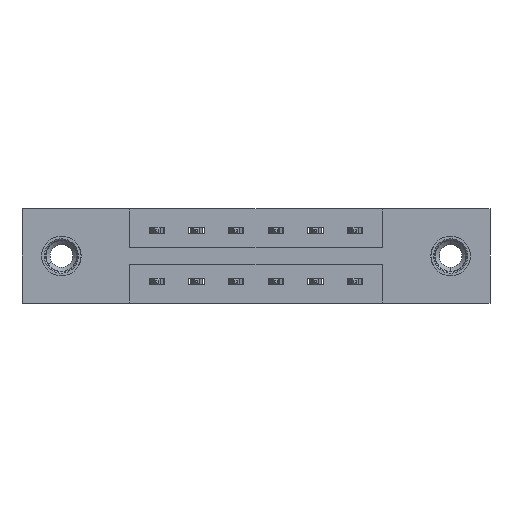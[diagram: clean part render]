
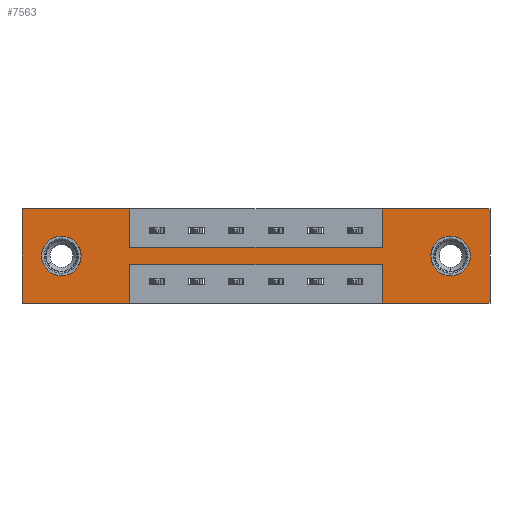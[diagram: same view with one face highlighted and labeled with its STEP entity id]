
A CAD part, front view. The second image highlights one B-rep face of the part: STEP entity #7563.
In plain terms, the highlighted planar face has unit normal (0, -1, 0).
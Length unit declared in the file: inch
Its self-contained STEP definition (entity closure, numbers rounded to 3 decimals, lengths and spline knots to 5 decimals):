
#106 = DIRECTION ( 'NONE',  ( 0., 0., -1. ) ) ;
#114 = VECTOR ( 'NONE', #8682, 39.37008 ) ;
#118 = VECTOR ( 'NONE', #7045, 39.37008 ) ;
#143 = LINE ( 'NONE', #5165, #6493 ) ;
#307 = ORIENTED_EDGE ( 'NONE', *, *, #6121, .T. ) ;
#383 = DIRECTION ( 'NONE',  ( 0., 0., 1. ) ) ;
#435 = ORIENTED_EDGE ( 'NONE', *, *, #9038, .F. ) ;
#478 = DIRECTION ( 'NONE',  ( 0., 0., 1. ) ) ;
#605 = VERTEX_POINT ( 'NONE', #994 ) ;
#681 = VECTOR ( 'NONE', #7784, 39.37008 ) ;
#682 = CARTESIAN_POINT ( 'NONE',  ( 0.425, 0., -0.15 ) ) ;
#756 = EDGE_LOOP ( 'NONE', ( #6785, #3253 ) ) ;
#770 = CARTESIAN_POINT ( 'NONE',  ( 1.417, 0., -0.15 ) ) ;
#776 = DIRECTION ( 'NONE',  ( 0., 0., 1. ) ) ;
#777 = VECTOR ( 'NONE', #776, 39.37008 ) ;
#915 = FACE_OUTER_BOUND ( 'NONE', #1546, .T. ) ;
#946 = DIRECTION ( 'NONE',  ( -1., 0., 0. ) ) ;
#993 = VERTEX_POINT ( 'NONE', #3710 ) ;
#994 = CARTESIAN_POINT ( 'NONE',  ( 0.425, 0., -0.37 ) ) ;
#1239 = CARTESIAN_POINT ( 'NONE',  ( 0.425, 0., -0.15 ) ) ;
#1240 = CARTESIAN_POINT ( 'NONE',  ( 1.842, 0., 0. ) ) ;
#1260 = CARTESIAN_POINT ( 'NONE',  ( 0., 0., -0.37 ) ) ;
#1338 = VECTOR ( 'NONE', #3286, 39.37008 ) ;
#1366 = ORIENTED_EDGE ( 'NONE', *, *, #3770, .F. ) ;
#1396 = VERTEX_POINT ( 'NONE', #770 ) ;
#1433 = VERTEX_POINT ( 'NONE', #5556 ) ;
#1474 = CARTESIAN_POINT ( 'NONE',  ( 0., 0., -0.37 ) ) ;
#1546 = EDGE_LOOP ( 'NONE', ( #3887, #435, #5364, #3400, #2467, #1366, #3378, #1812, #5445, #3550, #7636, #5522 ) ) ;
#1565 = DIRECTION ( 'NONE',  ( 0., 1., 0. ) ) ;
#1812 = ORIENTED_EDGE ( 'NONE', *, *, #6355, .F. ) ;
#1845 = VECTOR ( 'NONE', #3530, 39.37008 ) ;
#1976 = CIRCLE ( 'NONE', #8939, 0.078 ) ;
#2076 = CARTESIAN_POINT ( 'NONE',  ( 0.155, 0., -0.185 ) ) ;
#2122 = VERTEX_POINT ( 'NONE', #1240 ) ;
#2149 = VECTOR ( 'NONE', #2323, 39.37008 ) ;
#2323 = DIRECTION ( 'NONE',  ( 0., 0., -1. ) ) ;
#2467 = ORIENTED_EDGE ( 'NONE', *, *, #7209, .F. ) ;
#2745 = DIRECTION ( 'NONE',  ( 0., 0., -1. ) ) ;
#2810 = LINE ( 'NONE', #2953, #7398 ) ;
#2953 = CARTESIAN_POINT ( 'NONE',  ( 0., 0., 0. ) ) ;
#2979 = DIRECTION ( 'NONE',  ( 0., 0., 1. ) ) ;
#3023 = VERTEX_POINT ( 'NONE', #1474 ) ;
#3253 = ORIENTED_EDGE ( 'NONE', *, *, #8877, .T. ) ;
#3286 = DIRECTION ( 'NONE',  ( 1., 0., 0. ) ) ;
#3378 = ORIENTED_EDGE ( 'NONE', *, *, #7461, .F. ) ;
#3400 = ORIENTED_EDGE ( 'NONE', *, *, #7131, .F. ) ;
#3466 = FACE_BOUND ( 'NONE', #756, .T. ) ;
#3530 = DIRECTION ( 'NONE',  ( -1., 0., 0. ) ) ;
#3550 = ORIENTED_EDGE ( 'NONE', *, *, #8098, .F. ) ;
#3618 = EDGE_LOOP ( 'NONE', ( #3999, #307 ) ) ;
#3623 = LINE ( 'NONE', #682, #1338 ) ;
#3675 = VERTEX_POINT ( 'NONE', #7153 ) ;
#3710 = CARTESIAN_POINT ( 'NONE',  ( 0., 0., 0. ) ) ;
#3764 = VERTEX_POINT ( 'NONE', #5434 ) ;
#3770 = EDGE_CURVE ( 'NONE', #4486, #2122, #2810, .T. ) ;
#3887 = ORIENTED_EDGE ( 'NONE', *, *, #5924, .F. ) ;
#3999 = ORIENTED_EDGE ( 'NONE', *, *, #9211, .T. ) ;
#4004 = CARTESIAN_POINT ( 'NONE',  ( 0., 0., -0.37 ) ) ;
#4096 = LINE ( 'NONE', #6703, #1845 ) ;
#4156 = CARTESIAN_POINT ( 'NONE',  ( 1.687, 0., -0.185 ) ) ;
#4486 = VERTEX_POINT ( 'NONE', #9259 ) ;
#4580 = DIRECTION ( 'NONE',  ( 1., 0., 0. ) ) ;
#4614 = VERTEX_POINT ( 'NONE', #1239 ) ;
#4618 = LINE ( 'NONE', #4800, #2149 ) ;
#4753 = CARTESIAN_POINT ( 'NONE',  ( 1.842, 0., -0.37 ) ) ;
#4800 = CARTESIAN_POINT ( 'NONE',  ( 0.425, 0., 0. ) ) ;
#4845 = LINE ( 'NONE', #6962, #681 ) ;
#4948 = DIRECTION ( 'NONE',  ( 0., 0., -1. ) ) ;
#5052 = AXIS2_PLACEMENT_3D ( 'NONE', #4004, #10358, #5587 ) ;
#5121 = EDGE_CURVE ( 'NONE', #605, #3023, #6733, .T. ) ;
#5165 = CARTESIAN_POINT ( 'NONE',  ( 1.842, 0., 0. ) ) ;
#5220 = VERTEX_POINT ( 'NONE', #7994 ) ;
#5240 = VERTEX_POINT ( 'NONE', #4753 ) ;
#5325 = LINE ( 'NONE', #8318, #9108 ) ;
#5338 = AXIS2_PLACEMENT_3D ( 'NONE', #6525, #1565, #7350 ) ;
#5353 = DIRECTION ( 'NONE',  ( 0., 1., 0. ) ) ;
#5364 = ORIENTED_EDGE ( 'NONE', *, *, #8537, .F. ) ;
#5425 = CIRCLE ( 'NONE', #7291, 0.078 ) ;
#5434 = CARTESIAN_POINT ( 'NONE',  ( 0.425, 0., 0. ) ) ;
#5445 = ORIENTED_EDGE ( 'NONE', *, *, #5789, .F. ) ;
#5522 = ORIENTED_EDGE ( 'NONE', *, *, #5121, .F. ) ;
#5556 = CARTESIAN_POINT ( 'NONE',  ( 0.155, 0., -0.107 ) ) ;
#5587 = DIRECTION ( 'NONE',  ( 0., 0., -1. ) ) ;
#5789 = EDGE_CURVE ( 'NONE', #3764, #4614, #4618, .T. ) ;
#5924 = EDGE_CURVE ( 'NONE', #7849, #605, #10210, .T. ) ;
#6096 = VECTOR ( 'NONE', #478, 39.37008 ) ;
#6121 = EDGE_CURVE ( 'NONE', #7150, #1433, #6134, .T. ) ;
#6134 = CIRCLE ( 'NONE', #10325, 0.078 ) ;
#6355 = EDGE_CURVE ( 'NONE', #4614, #1396, #3623, .T. ) ;
#6418 = VERTEX_POINT ( 'NONE', #8154 ) ;
#6493 = VECTOR ( 'NONE', #2745, 39.37008 ) ;
#6525 = CARTESIAN_POINT ( 'NONE',  ( 1.687, 0., -0.185 ) ) ;
#6703 = CARTESIAN_POINT ( 'NONE',  ( 0.425, 0., -0.22 ) ) ;
#6730 = CARTESIAN_POINT ( 'NONE',  ( 0.155, 0., -0.263 ) ) ;
#6733 = LINE ( 'NONE', #1260, #118 ) ;
#6744 = CARTESIAN_POINT ( 'NONE',  ( 1.687, 0., -0.107 ) ) ;
#6785 = ORIENTED_EDGE ( 'NONE', *, *, #9984, .T. ) ;
#6962 = CARTESIAN_POINT ( 'NONE',  ( 1.417, 0., -0.37 ) ) ;
#7045 = DIRECTION ( 'NONE',  ( -1., 0., 0. ) ) ;
#7131 = EDGE_CURVE ( 'NONE', #5240, #6418, #5325, .T. ) ;
#7150 = VERTEX_POINT ( 'NONE', #6730 ) ;
#7153 = CARTESIAN_POINT ( 'NONE',  ( 1.687, 0., -0.263 ) ) ;
#7209 = EDGE_CURVE ( 'NONE', #2122, #5240, #143, .T. ) ;
#7226 = PLANE ( 'NONE',  #5052 ) ;
#7291 = AXIS2_PLACEMENT_3D ( 'NONE', #4156, #9741, #4948 ) ;
#7350 = DIRECTION ( 'NONE',  ( 0., 0., -1. ) ) ;
#7398 = VECTOR ( 'NONE', #4580, 39.37008 ) ;
#7411 = CARTESIAN_POINT ( 'NONE',  ( 0., 0., 0. ) ) ;
#7430 = VECTOR ( 'NONE', #106, 39.37008 ) ;
#7461 = EDGE_CURVE ( 'NONE', #1396, #4486, #8258, .T. ) ;
#7563 = ADVANCED_FACE ( 'NONE', ( #3466, #9339, #915 ), #7226, .T. ) ;
#7636 = ORIENTED_EDGE ( 'NONE', *, *, #9556, .F. ) ;
#7758 = LINE ( 'NONE', #7882, #114 ) ;
#7784 = DIRECTION ( 'NONE',  ( 0., 0., 1. ) ) ;
#7845 = DIRECTION ( 'NONE',  ( 0., 1., 0. ) ) ;
#7849 = VERTEX_POINT ( 'NONE', #9928 ) ;
#7882 = CARTESIAN_POINT ( 'NONE',  ( 0., 0., 0. ) ) ;
#7994 = CARTESIAN_POINT ( 'NONE',  ( 1.417, 0., -0.22 ) ) ;
#8098 = EDGE_CURVE ( 'NONE', #993, #3764, #7758, .T. ) ;
#8154 = CARTESIAN_POINT ( 'NONE',  ( 1.417, 0., -0.37 ) ) ;
#8258 = LINE ( 'NONE', #10220, #6096 ) ;
#8318 = CARTESIAN_POINT ( 'NONE',  ( 0., 0., -0.37 ) ) ;
#8537 = EDGE_CURVE ( 'NONE', #6418, #5220, #4845, .T. ) ;
#8682 = DIRECTION ( 'NONE',  ( 1., 0., 0. ) ) ;
#8877 = EDGE_CURVE ( 'NONE', #3675, #10148, #10315, .T. ) ;
#8939 = AXIS2_PLACEMENT_3D ( 'NONE', #10115, #5353, #383 ) ;
#9038 = EDGE_CURVE ( 'NONE', #5220, #7849, #4096, .T. ) ;
#9108 = VECTOR ( 'NONE', #946, 39.37008 ) ;
#9133 = CARTESIAN_POINT ( 'NONE',  ( 0.425, 0., -0.37 ) ) ;
#9211 = EDGE_CURVE ( 'NONE', #1433, #7150, #1976, .T. ) ;
#9222 = LINE ( 'NONE', #7411, #777 ) ;
#9259 = CARTESIAN_POINT ( 'NONE',  ( 1.417, 0., 0. ) ) ;
#9339 = FACE_BOUND ( 'NONE', #3618, .T. ) ;
#9556 = EDGE_CURVE ( 'NONE', #3023, #993, #9222, .T. ) ;
#9741 = DIRECTION ( 'NONE',  ( 0., 1., 0. ) ) ;
#9928 = CARTESIAN_POINT ( 'NONE',  ( 0.425, 0., -0.22 ) ) ;
#9984 = EDGE_CURVE ( 'NONE', #10148, #3675, #5425, .T. ) ;
#10115 = CARTESIAN_POINT ( 'NONE',  ( 0.155, 0., -0.185 ) ) ;
#10148 = VERTEX_POINT ( 'NONE', #6744 ) ;
#10210 = LINE ( 'NONE', #9133, #7430 ) ;
#10220 = CARTESIAN_POINT ( 'NONE',  ( 1.417, 0., 0. ) ) ;
#10315 = CIRCLE ( 'NONE', #5338, 0.078 ) ;
#10325 = AXIS2_PLACEMENT_3D ( 'NONE', #2076, #7845, #2979 ) ;
#10358 = DIRECTION ( 'NONE',  ( 0., -1., 0. ) ) ;
